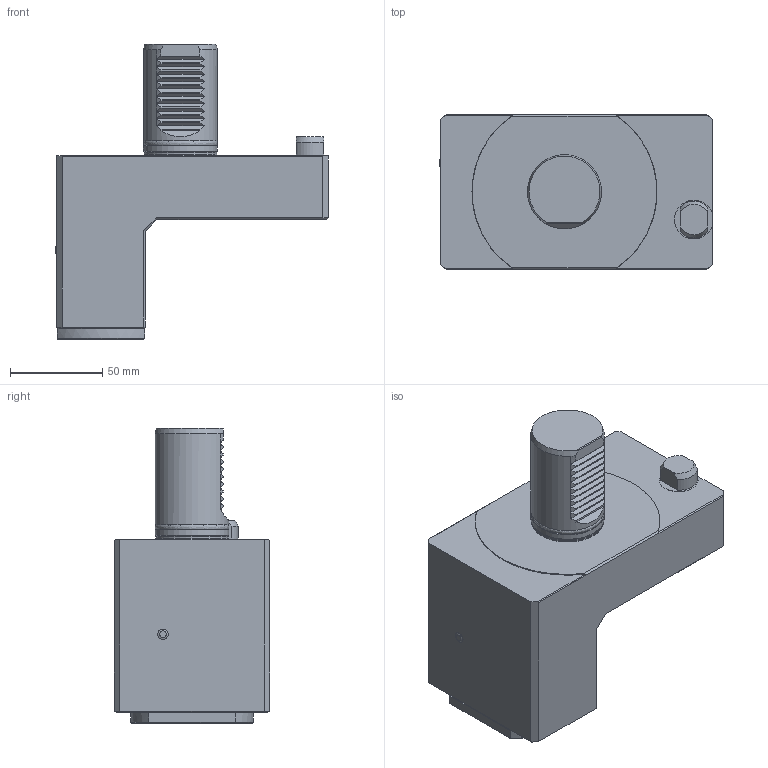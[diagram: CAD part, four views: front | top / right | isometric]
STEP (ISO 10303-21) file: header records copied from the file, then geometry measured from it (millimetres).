
FILE_DESCRIPTION(/* description */ (''),/* implementation_level */ '2;1');
FILE_NAME(/* name */ '1618582620365.stp',/* time_stamp */ '2021-04-16T16:17:07+02:00',/* author */ (''),/* organization */ ('SMS'),/* preprocessor_version */ 'ST-DEVELOPER v16.7',/* originating_system */ 'SIEMENS PLM Software NX 12.0',/* authorisation */ '');
FILE_SCHEMA (('AUTOMOTIVE_DESIGN { 1 0 10303 214 3 1 1 1 }'));
Length unit declared in the file: millimetre
Products named in the file (1): 203494409mod000_00
Bounding box: 147.53 x 84 x 159.99 mm (x, y, z)
Volume: 744814.1 mm3; surface area: 68695.5 mm2
Topology: 1 solids, 1 shells, 170 faces, 432 edges, 274 vertices
Faces by surface type: plane 97, cylinder 42, cone 17, torus 7, sphere 5, bspline 2
Full cylindrical faces by diameter (mm): 2.5 x1, 4.495 x4, 5.183 x4, 5.694 x1, 5.994 x4, 7.193 x4, 11.988 x1, 36.5 x2, 39 x1, 39.96 x1, 40 x2
Entity records: 5327 total; most frequent: CARTESIAN_POINT 1675, DIRECTION 761, ORIENTED_EDGE 680, EDGE_CURVE 340, AXIS2_PLACEMENT_3D 300, VERTEX_POINT 240, EDGE_LOOP 226, LINE 161
